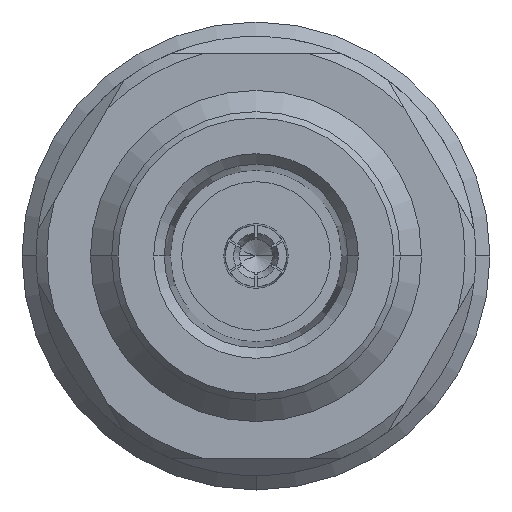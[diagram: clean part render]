
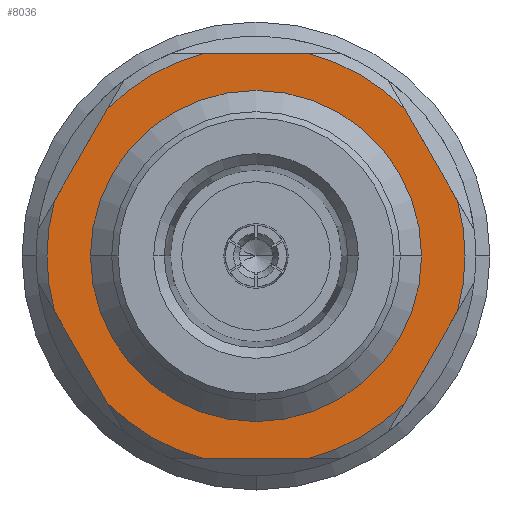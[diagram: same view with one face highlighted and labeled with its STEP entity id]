
A CAD part, left-side view. The second image highlights one B-rep face of the part: STEP entity #8036.
In plain terms, the highlighted face is planar.
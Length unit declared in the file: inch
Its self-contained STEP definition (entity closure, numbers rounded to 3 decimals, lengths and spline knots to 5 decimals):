
#29 = ORIENTED_EDGE ( 'NONE', *, *, #9224, .F. ) ;
#58 = DIRECTION ( 'NONE',  ( 0., 0.5, -0.866 ) ) ;
#83 = LINE ( 'NONE', #828, #4290 ) ;
#154 = CARTESIAN_POINT ( 'NONE',  ( 0.70079, 0.27536, -0.27306 ) ) ;
#175 = DIRECTION ( 'NONE',  ( -1., 0., 0. ) ) ;
#345 = CARTESIAN_POINT ( 'NONE',  ( 0.70079, -0.09879, 0.375 ) ) ;
#403 = ORIENTED_EDGE ( 'NONE', *, *, #5106, .F. ) ;
#410 = VERTEX_POINT ( 'NONE', #2107 ) ;
#415 = ORIENTED_EDGE ( 'NONE', *, *, #8456, .F. ) ;
#563 = EDGE_CURVE ( 'NONE', #4825, #1100, #5369, .T. ) ;
#712 = EDGE_CURVE ( 'NONE', #9432, #4825, #7474, .T. ) ;
#761 = DIRECTION ( 'NONE',  ( 0., -0.5, -0.866 ) ) ;
#807 = LINE ( 'NONE', #851, #2666 ) ;
#828 = CARTESIAN_POINT ( 'NONE',  ( 0.70079, 0.37416, 0.10194 ) ) ;
#851 = CARTESIAN_POINT ( 'NONE',  ( 0.70079, -0.37416, -0.10194 ) ) ;
#921 = EDGE_CURVE ( 'NONE', #1100, #9432, #9351, .T. ) ;
#1020 = AXIS2_PLACEMENT_3D ( 'NONE', #8668, #4827, #4871 ) ;
#1043 = VECTOR ( 'NONE', #9364, 39.37008 ) ;
#1070 = DIRECTION ( 'NONE',  ( 0., 1., 0. ) ) ;
#1100 = VERTEX_POINT ( 'NONE', #6436 ) ;
#1280 = CARTESIAN_POINT ( 'NONE',  ( 0.70079, 0., 0. ) ) ;
#1376 = VERTEX_POINT ( 'NONE', #5831 ) ;
#1409 = EDGE_CURVE ( 'NONE', #7965, #6229, #8607, .T. ) ;
#1558 = VECTOR ( 'NONE', #761, 39.37008 ) ;
#1565 = CARTESIAN_POINT ( 'NONE',  ( 0.70079, -0.37416, 0.10194 ) ) ;
#1832 = CARTESIAN_POINT ( 'NONE',  ( 0.70079, 0.37416, -0.10194 ) ) ;
#1838 = CARTESIAN_POINT ( 'NONE',  ( 0.70079, 0., 0. ) ) ;
#1920 = ORIENTED_EDGE ( 'NONE', *, *, #2527, .T. ) ;
#2107 = CARTESIAN_POINT ( 'NONE',  ( 0.70079, -0.09879, 0.375 ) ) ;
#2218 = CARTESIAN_POINT ( 'NONE',  ( 0.70079, 0., 0. ) ) ;
#2220 = CARTESIAN_POINT ( 'NONE',  ( 0.70079, 0.09879, -0.375 ) ) ;
#2359 = AXIS2_PLACEMENT_3D ( 'NONE', #4228, #3516, #1070 ) ;
#2527 = EDGE_CURVE ( 'NONE', #8319, #8590, #6846, .T. ) ;
#2542 = DIRECTION ( 'NONE',  ( 0., -0.5, 0.866 ) ) ;
#2666 = VECTOR ( 'NONE', #58, 39.37008 ) ;
#2733 = DIRECTION ( 'NONE',  ( 0., 0.965, -0.263 ) ) ;
#2853 = DIRECTION ( 'NONE',  ( 0., 1., 0. ) ) ;
#2860 = FACE_OUTER_BOUND ( 'NONE', #6335, .T. ) ;
#2929 = DIRECTION ( 'NONE',  ( 1., 0., 0. ) ) ;
#3036 = AXIS2_PLACEMENT_3D ( 'NONE', #3504, #9022, #2733 ) ;
#3185 = VERTEX_POINT ( 'NONE', #7235 ) ;
#3278 = ORIENTED_EDGE ( 'NONE', *, *, #8355, .F. ) ;
#3459 = CIRCLE ( 'NONE', #1020, 0.3878 ) ;
#3504 = CARTESIAN_POINT ( 'NONE',  ( 0.70079, 0., 0. ) ) ;
#3516 = DIRECTION ( 'NONE',  ( -1., 0., 0. ) ) ;
#3525 = DIRECTION ( 'NONE',  ( -1., 0., 0. ) ) ;
#3720 = ORIENTED_EDGE ( 'NONE', *, *, #4694, .T. ) ;
#3756 = VERTEX_POINT ( 'NONE', #2220 ) ;
#3755 = VERTEX_POINT ( 'NONE', #6172 ) ;
#3932 = CARTESIAN_POINT ( 'NONE',  ( 0.70079, 0., 0. ) ) ;
#4075 = LINE ( 'NONE', #9385, #7827 ) ;
#4108 = LINE ( 'NONE', #345, #6165 ) ;
#4160 = DIRECTION ( 'NONE',  ( 0., 1., 0. ) ) ;
#4228 = CARTESIAN_POINT ( 'NONE',  ( 0.70079, 0., 0. ) ) ;
#4290 = VECTOR ( 'NONE', #2542, 39.37008 ) ;
#4359 = ORIENTED_EDGE ( 'NONE', *, *, #9280, .T. ) ;
#4694 = EDGE_CURVE ( 'NONE', #7965, #9097, #6116, .T. ) ;
#4799 = AXIS2_PLACEMENT_3D ( 'NONE', #5967, #9796, #9151 ) ;
#4825 = VERTEX_POINT ( 'NONE', #6799 ) ;
#4827 = DIRECTION ( 'NONE',  ( -1., 0., 0. ) ) ;
#4871 = DIRECTION ( 'NONE',  ( 0., 0.255, 0.967 ) ) ;
#4975 = AXIS2_PLACEMENT_3D ( 'NONE', #1280, #9784, #2853 ) ;
#4989 = ORIENTED_EDGE ( 'NONE', *, *, #7224, .F. ) ;
#5038 = PLANE ( 'NONE',  #5075 ) ;
#5061 = AXIS2_PLACEMENT_3D ( 'NONE', #2218, #2929, #6878 ) ;
#5075 = AXIS2_PLACEMENT_3D ( 'NONE', #1838, #3525, #8934 ) ;
#5106 = EDGE_CURVE ( 'NONE', #3755, #410, #9971, .T. ) ;
#5145 = ORIENTED_EDGE ( 'NONE', *, *, #9629, .T. ) ;
#5337 = CARTESIAN_POINT ( 'NONE',  ( 0.70079, 0.37416, -0.10194 ) ) ;
#5369 = CIRCLE ( 'NONE', #8591, 0.30315 ) ;
#5418 = ORIENTED_EDGE ( 'NONE', *, *, #921, .T. ) ;
#5773 = ORIENTED_EDGE ( 'NONE', *, *, #712, .T. ) ;
#5831 = CARTESIAN_POINT ( 'NONE',  ( 0.70079, 0.27536, 0.27306 ) ) ;
#5967 = CARTESIAN_POINT ( 'NONE',  ( 0.70079, 0., 0. ) ) ;
#6116 = CIRCLE ( 'NONE', #3036, 0.3878 ) ;
#6165 = VECTOR ( 'NONE', #4160, 39.37008 ) ;
#6172 = CARTESIAN_POINT ( 'NONE',  ( 0.70079, -0.27536, 0.27306 ) ) ;
#6229 = VERTEX_POINT ( 'NONE', #154 ) ;
#6335 = EDGE_LOOP ( 'NONE', ( #3720, #5145, #9492, #4989, #403, #29, #1920, #4359, #8924, #3278, #415, #9441 ) ) ;
#6336 = CARTESIAN_POINT ( 'NONE',  ( 0.70079, -0.09879, -0.375 ) ) ;
#6436 = CARTESIAN_POINT ( 'NONE',  ( 0.70079, 0.30315, 0. ) ) ;
#6613 = FACE_BOUND ( 'NONE', #9208, .T. ) ;
#6701 = AXIS2_PLACEMENT_3D ( 'NONE', #3932, #7812, #7013 ) ;
#6799 = CARTESIAN_POINT ( 'NONE',  ( 0.70079, -0.30315, 0. ) ) ;
#6846 = CIRCLE ( 'NONE', #5061, 0.3878 ) ;
#6878 = DIRECTION ( 'NONE',  ( 0., -0.965, 0.263 ) ) ;
#6989 = LINE ( 'NONE', #1565, #1043 ) ;
#7013 = DIRECTION ( 'NONE',  ( 0., 0.71, -0.704 ) ) ;
#7026 = CIRCLE ( 'NONE', #6701, 0.3878 ) ;
#7039 = DIRECTION ( 'NONE',  ( 0., -0.255, -0.967 ) ) ;
#7174 = CARTESIAN_POINT ( 'NONE',  ( 0.70079, 0., -0.30315 ) ) ;
#7224 = EDGE_CURVE ( 'NONE', #410, #7923, #4108, .T. ) ;
#7235 = CARTESIAN_POINT ( 'NONE',  ( 0.70079, -0.27536, -0.27306 ) ) ;
#7272 = VERTEX_POINT ( 'NONE', #6336 ) ;
#7307 = ORIENTED_EDGE ( 'NONE', *, *, #563, .T. ) ;
#7429 = EDGE_CURVE ( 'NONE', #7272, #3185, #8898, .T. ) ;
#7474 = CIRCLE ( 'NONE', #2359, 0.30315 ) ;
#7496 = CARTESIAN_POINT ( 'NONE',  ( 0.70079, 0.37416, 0.10194 ) ) ;
#7812 = DIRECTION ( 'NONE',  ( -1., 0., 0. ) ) ;
#7821 = DIRECTION ( 'NONE',  ( 0., -1., 0. ) ) ;
#7827 = VECTOR ( 'NONE', #9475, 39.37008 ) ;
#7923 = VERTEX_POINT ( 'NONE', #9482 ) ;
#7965 = VERTEX_POINT ( 'NONE', #1832 ) ;
#8004 = CARTESIAN_POINT ( 'NONE',  ( 0.70079, -0.37416, -0.10194 ) ) ;
#8036 = ADVANCED_FACE ( 'NONE', ( #6613, #2860 ), #5038, .F. ) ;
#8319 = VERTEX_POINT ( 'NONE', #8625 ) ;
#8355 = EDGE_CURVE ( 'NONE', #3756, #7272, #4075, .T. ) ;
#8444 = EDGE_CURVE ( 'NONE', #7923, #1376, #3459, .T. ) ;
#8456 = EDGE_CURVE ( 'NONE', #6229, #3756, #7026, .T. ) ;
#8556 = CARTESIAN_POINT ( 'NONE',  ( 0.70079, 0., 0. ) ) ;
#8590 = VERTEX_POINT ( 'NONE', #8004 ) ;
#8591 = AXIS2_PLACEMENT_3D ( 'NONE', #9244, #175, #7821 ) ;
#8607 = LINE ( 'NONE', #5337, #1558 ) ;
#8625 = CARTESIAN_POINT ( 'NONE',  ( 0.70079, -0.37416, 0.10194 ) ) ;
#8668 = CARTESIAN_POINT ( 'NONE',  ( 0.70079, 0., 0. ) ) ;
#8723 = AXIS2_PLACEMENT_3D ( 'NONE', #8556, #9916, #7039 ) ;
#8898 = CIRCLE ( 'NONE', #8723, 0.3878 ) ;
#8924 = ORIENTED_EDGE ( 'NONE', *, *, #7429, .F. ) ;
#8934 = DIRECTION ( 'NONE',  ( 0., 0., 1. ) ) ;
#9022 = DIRECTION ( 'NONE',  ( 1., 0., 0. ) ) ;
#9097 = VERTEX_POINT ( 'NONE', #7496 ) ;
#9151 = DIRECTION ( 'NONE',  ( 0., -0.71, 0.704 ) ) ;
#9208 = EDGE_LOOP ( 'NONE', ( #5418, #5773, #7307 ) ) ;
#9224 = EDGE_CURVE ( 'NONE', #8319, #3755, #6989, .T. ) ;
#9244 = CARTESIAN_POINT ( 'NONE',  ( 0.70079, 0., 0. ) ) ;
#9280 = EDGE_CURVE ( 'NONE', #8590, #3185, #807, .T. ) ;
#9351 = CIRCLE ( 'NONE', #4975, 0.30315 ) ;
#9364 = DIRECTION ( 'NONE',  ( 0., 0.5, 0.866 ) ) ;
#9385 = CARTESIAN_POINT ( 'NONE',  ( 0.70079, 0.09879, -0.375 ) ) ;
#9432 = VERTEX_POINT ( 'NONE', #7174 ) ;
#9441 = ORIENTED_EDGE ( 'NONE', *, *, #1409, .F. ) ;
#9475 = DIRECTION ( 'NONE',  ( 0., -1., 0. ) ) ;
#9482 = CARTESIAN_POINT ( 'NONE',  ( 0.70079, 0.09879, 0.375 ) ) ;
#9492 = ORIENTED_EDGE ( 'NONE', *, *, #8444, .F. ) ;
#9629 = EDGE_CURVE ( 'NONE', #9097, #1376, #83, .T. ) ;
#9784 = DIRECTION ( 'NONE',  ( -1., 0., 0. ) ) ;
#9796 = DIRECTION ( 'NONE',  ( -1., 0., 0. ) ) ;
#9916 = DIRECTION ( 'NONE',  ( -1., 0., 0. ) ) ;
#9971 = CIRCLE ( 'NONE', #4799, 0.3878 ) ;
